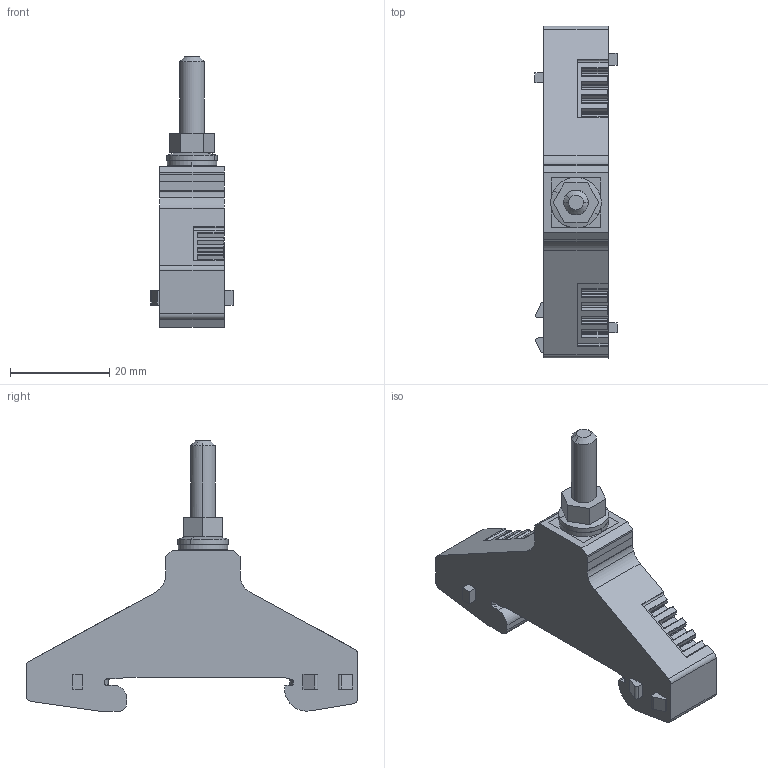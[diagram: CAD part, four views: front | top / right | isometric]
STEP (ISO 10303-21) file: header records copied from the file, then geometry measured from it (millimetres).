
FILE_DESCRIPTION(('CATIA V5 STEP Exchange','CAx-IF Rec.Pracs.--- Model Styling and Organization---1.4--- 2014-01-23'),'2;1');
FILE_NAME ('346354_2', '2023-07-18T07:29:46+00:00', ('none'), ('Weidmueller'), 'CATIA Version 5-6 Release 2016 SP3 HF44', 'CATIA V5 STEP AP214', 'none');
FILE_SCHEMA(('AUTOMOTIVE_DESIGN { 1 0 10303 214 1 1 1 1 }'));
Length unit declared in the file: millimetre
Products named in the file (1): 1790130000
Bounding box: 16.6 x 67 x 54.55 mm (x, y, z)
Volume: 15921.3 mm3; surface area: 6433.6 mm2
Topology: 2 solids, 2 shells, 331 faces, 933 edges, 616 vertices
Faces by surface type: plane 193, cylinder 102, cone 11, torus 11, extrusion 10, bspline 4
Entity records: 10762 total; most frequent: CARTESIAN_POINT 2394, ORIENTED_EDGE 1866, DIRECTION 1472, EDGE_CURVE 933, VECTOR 666, LINE 656, VERTEX_POINT 616, AXIS2_PLACEMENT_3D 517
